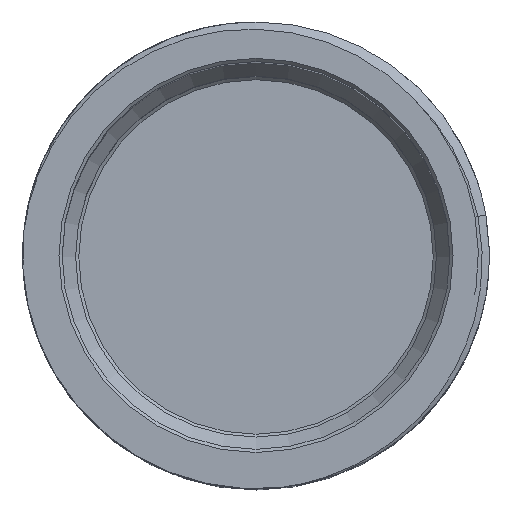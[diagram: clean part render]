
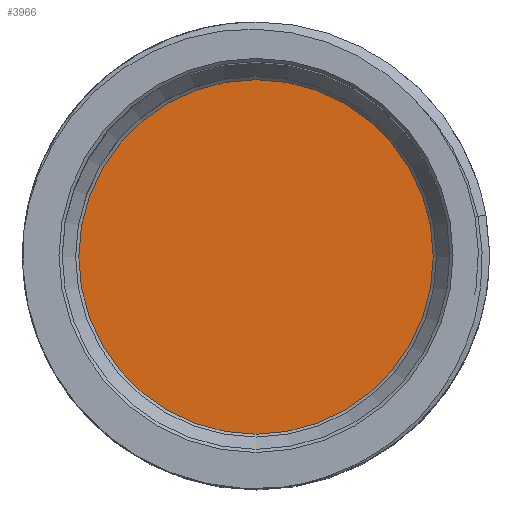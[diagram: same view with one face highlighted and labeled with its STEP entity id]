
A CAD part, top view. The second image highlights one B-rep face of the part: STEP entity #3966.
In plain terms, the highlighted planar face has unit normal (0, 0, 1).
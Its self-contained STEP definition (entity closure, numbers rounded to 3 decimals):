
#2478 = CONICAL_SURFACE('',#2479,11.4,0.785);
#2479 = AXIS2_PLACEMENT_3D('',#2480,#2481,#2482);
#2480 = CARTESIAN_POINT('',(0.,0.,0.2));
#2481 = DIRECTION('',(0.,0.,1.));
#2482 = DIRECTION('',(0.,1.,0.));
#3203 = VERTEX_POINT('',#3204);
#3204 = CARTESIAN_POINT('',(0.,11.2,0.
    ));
#3227 = EDGE_CURVE('',#3203,#3203,#3228,.T.);
#3228 = SURFACE_CURVE('',#3229,(#3234,#3241),.PCURVE_S1.);
#3229 = CIRCLE('',#3230,11.2);
#3230 = AXIS2_PLACEMENT_3D('',#3231,#3232,#3233);
#3231 = CARTESIAN_POINT('',(0.,0.,0.));
#3232 = DIRECTION('',(0.,0.,-1.));
#3233 = DIRECTION('',(0.,1.,0.));
#3234 = PCURVE('',#2478,#3235);
#3235 = DEFINITIONAL_REPRESENTATION('',(#3236),#3240);
#3236 = LINE('',#3237,#3238);
#3237 = CARTESIAN_POINT('',(-0.,-0.2));
#3238 = VECTOR('',#3239,1.);
#3239 = DIRECTION('',(-1.,-0.));
#3240 = ( GEOMETRIC_REPRESENTATION_CONTEXT(2) 
PARAMETRIC_REPRESENTATION_CONTEXT() REPRESENTATION_CONTEXT('2D SPACE',''
  ) );
#3241 = PCURVE('',#3242,#3247);
#3242 = PLANE('',#3243);
#3243 = AXIS2_PLACEMENT_3D('',#3244,#3245,#3246);
#3244 = CARTESIAN_POINT('',(0.,0.,0.));
#3245 = DIRECTION('',(0.,0.,-1.));
#3246 = DIRECTION('',(0.,1.,0.));
#3247 = DEFINITIONAL_REPRESENTATION('',(#3248),#3252);
#3248 = CIRCLE('',#3249,11.2);
#3249 = AXIS2_PLACEMENT_2D('',#3250,#3251);
#3250 = CARTESIAN_POINT('',(0.,0.));
#3251 = DIRECTION('',(1.,0.));
#3252 = ( GEOMETRIC_REPRESENTATION_CONTEXT(2) 
PARAMETRIC_REPRESENTATION_CONTEXT() REPRESENTATION_CONTEXT('2D SPACE',''
  ) );
#3966 = ADVANCED_FACE('',(#3967),#3242,.F.);
#3967 = FACE_BOUND('',#3968,.T.);
#3968 = EDGE_LOOP('',(#3969));
#3969 = ORIENTED_EDGE('',*,*,#3227,.F.);
